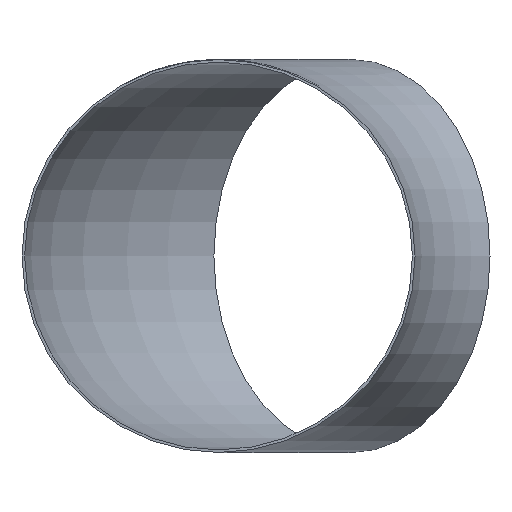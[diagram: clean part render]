
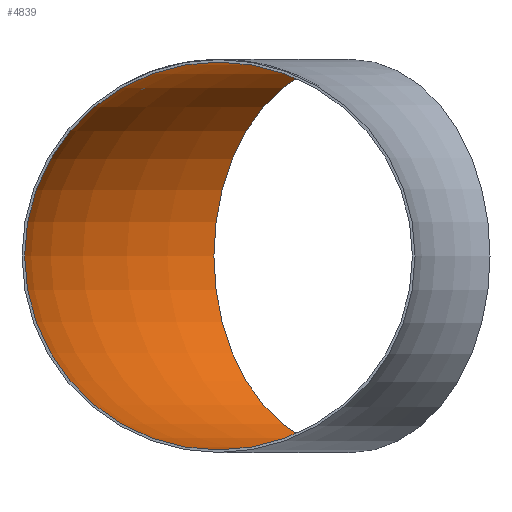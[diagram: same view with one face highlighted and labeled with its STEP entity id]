
A CAD part, front view. The second image highlights one B-rep face of the part: STEP entity #4839.
In plain terms, the highlighted toroidal (fillet/blend) face has major radius 700 mm and minor radius 300 mm.
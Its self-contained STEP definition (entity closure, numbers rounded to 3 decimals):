
#346 = DIRECTION ( 'NONE',  ( 0., 0., -1. ) ) ;
#683 = DIRECTION ( 'NONE',  ( 0., 0., 1. ) ) ;
#866 = CARTESIAN_POINT ( 'NONE',  ( -700., 0., 0. ) ) ;
#1311 = EDGE_CURVE ( 'NONE', #11697, #11697, #13812, .T. ) ;
#3191 = CARTESIAN_POINT ( 'NONE',  ( 0., 0., 0. ) ) ;
#3506 = AXIS2_PLACEMENT_3D ( 'NONE', #866, #26660, #683 ) ;
#3598 = AXIS2_PLACEMENT_3D ( 'NONE', #27109, #26552, #32254 ) ;
#4839 = ADVANCED_FACE ( 'NONE', ( #27704, #6611 ), #35051, .F. ) ;
#6611 = FACE_OUTER_BOUND ( 'NONE', #6696, .T. ) ;
#6696 = EDGE_LOOP ( 'NONE', ( #20832 ) ) ;
#7282 = CIRCLE ( 'NONE', #3598, 300. ) ;
#9038 = CARTESIAN_POINT ( 'NONE',  ( -700., 0., 300. ) ) ;
#9405 = CARTESIAN_POINT ( 'NONE',  ( -707.107, 707.107, 0. ) ) ;
#9454 = DIRECTION ( 'NONE',  ( -1., 0., 0. ) ) ;
#11697 = VERTEX_POINT ( 'NONE', #9038 ) ;
#13812 = CIRCLE ( 'NONE', #3506, 300. ) ;
#20832 = ORIENTED_EDGE ( 'NONE', *, *, #1311, .F. ) ;
#21026 = ORIENTED_EDGE ( 'NONE', *, *, #34995, .T. ) ;
#24153 = VERTEX_POINT ( 'NONE', #9405 ) ;
#26552 = DIRECTION ( 'NONE',  ( 0.707, 0.707, 0. ) ) ;
#26660 = DIRECTION ( 'NONE',  ( 0., 1., 0. ) ) ;
#27109 = CARTESIAN_POINT ( 'NONE',  ( -494.975, 494.975, 0. ) ) ;
#27704 = FACE_OUTER_BOUND ( 'NONE', #35489, .T. ) ;
#32027 = AXIS2_PLACEMENT_3D ( 'NONE', #3191, #346, #9454 ) ;
#32254 = DIRECTION ( 'NONE',  ( -0.707, 0.707, 0. ) ) ;
#34995 = EDGE_CURVE ( 'NONE', #24153, #24153, #7282, .T. ) ;
#35051 = TOROIDAL_SURFACE ( 'NONE', #32027, 700., 300. ) ;
#35489 = EDGE_LOOP ( 'NONE', ( #21026 ) ) ;
